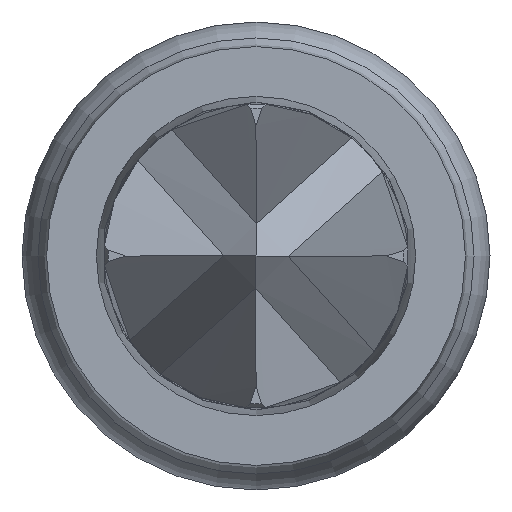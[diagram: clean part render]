
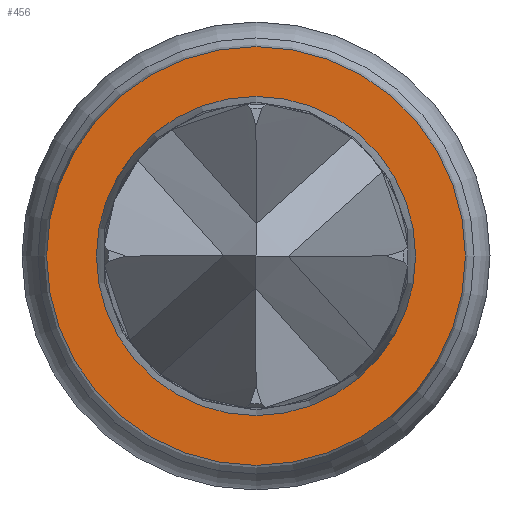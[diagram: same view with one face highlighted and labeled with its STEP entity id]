
A CAD part, left-side view. The second image highlights one B-rep face of the part: STEP entity #456.
In plain terms, the highlighted planar face has unit normal (-1, 0, 0).
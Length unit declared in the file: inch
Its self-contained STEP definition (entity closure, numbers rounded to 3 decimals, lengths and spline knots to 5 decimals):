
#194 = DIRECTION ( 'NONE',  ( -1., 0., 0. ) ) ;
#416 = CARTESIAN_POINT ( 'NONE',  ( 0., 0., 0.0105 ) ) ;
#425 = EDGE_LOOP ( 'NONE', ( #2202 ) ) ;
#427 = EDGE_LOOP ( 'NONE', ( #2115 ) ) ;
#456 = ADVANCED_FACE ( 'NONE', ( #3268, #2586 ), #3274, .T. ) ;
#494 = CARTESIAN_POINT ( 'NONE',  ( 0., 0.0129, 0. ) ) ;
#722 = AXIS2_PLACEMENT_3D ( 'NONE', #3217, #2440, #885 ) ;
#885 = DIRECTION ( 'NONE',  ( 0., 0., 1. ) ) ;
#916 = CIRCLE ( 'NONE', #722, 0.01378 ) ;
#1245 = DIRECTION ( 'NONE',  ( 0., 0., 1. ) ) ;
#1707 = CARTESIAN_POINT ( 'NONE',  ( 0., 0., 0. ) ) ;
#1798 = VERTEX_POINT ( 'NONE', #2770 ) ;
#2115 = ORIENTED_EDGE ( 'NONE', *, *, #3196, .T. ) ;
#2191 = DIRECTION ( 'NONE',  ( 0., 0., 1. ) ) ;
#2202 = ORIENTED_EDGE ( 'NONE', *, *, #2587, .F. ) ;
#2248 = AXIS2_PLACEMENT_3D ( 'NONE', #1707, #2466, #2191 ) ;
#2440 = DIRECTION ( 'NONE',  ( -1., 0., 0. ) ) ;
#2466 = DIRECTION ( 'NONE',  ( -1., 0., 0. ) ) ;
#2586 = FACE_OUTER_BOUND ( 'NONE', #427, .T. ) ;
#2587 = EDGE_CURVE ( 'NONE', #2887, #2887, #3334, .T. ) ;
#2770 = CARTESIAN_POINT ( 'NONE',  ( 0., 0., 0.01378 ) ) ;
#2867 = AXIS2_PLACEMENT_3D ( 'NONE', #494, #194, #1245 ) ;
#2887 = VERTEX_POINT ( 'NONE', #416 ) ;
#3196 = EDGE_CURVE ( 'NONE', #1798, #1798, #916, .T. ) ;
#3217 = CARTESIAN_POINT ( 'NONE',  ( 0., 0., 0. ) ) ;
#3268 = FACE_BOUND ( 'NONE', #425, .T. ) ;
#3274 = PLANE ( 'NONE',  #2867 ) ;
#3334 = CIRCLE ( 'NONE', #2248, 0.0105 ) ;
